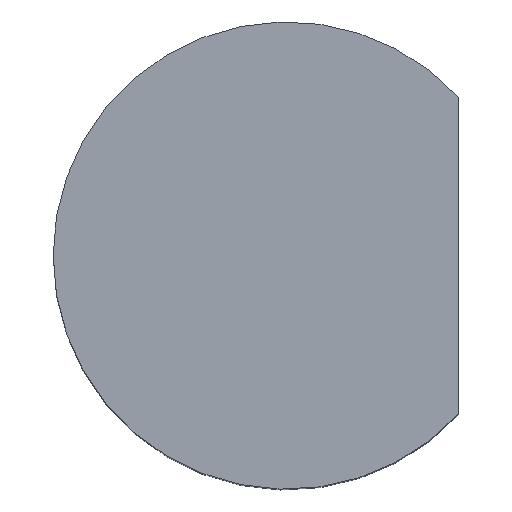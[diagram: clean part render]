
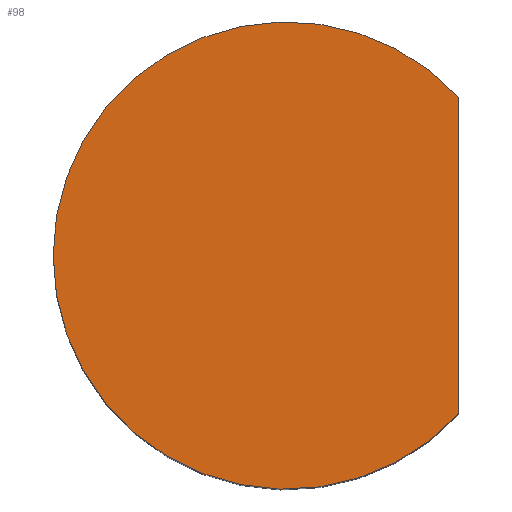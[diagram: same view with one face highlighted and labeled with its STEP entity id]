
A CAD part, top view. The second image highlights one B-rep face of the part: STEP entity #98.
In plain terms, the highlighted planar face has unit normal (0, 0, 1).
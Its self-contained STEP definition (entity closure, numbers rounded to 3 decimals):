
#6 = ORIENTED_EDGE ( 'NONE', *, *, #544, .T. ) ;
#31 = PLANE ( 'NONE',  #671 ) ;
#98 = ADVANCED_FACE ( 'NONE', ( #477 ), #31, .T. ) ;
#200 = CIRCLE ( 'NONE', #466, 2.512 ) ;
#347 = CARTESIAN_POINT ( 'NONE',  ( 1.85, -1.7, 8.2 ) ) ;
#466 = AXIS2_PLACEMENT_3D ( 'NONE', #1533, #1522, #2022 ) ;
#477 = FACE_OUTER_BOUND ( 'NONE', #1467, .T. ) ;
#488 = CARTESIAN_POINT ( 'NONE',  ( 0., 0., 8.2 ) ) ;
#544 = EDGE_CURVE ( 'NONE', #1918, #823, #1461, .T. ) ;
#671 = AXIS2_PLACEMENT_3D ( 'NONE', #488, #1853, #1424 ) ;
#823 = VERTEX_POINT ( 'NONE', #1324 ) ;
#974 = DIRECTION ( 'NONE',  ( 0., 1., 0. ) ) ;
#1223 = CARTESIAN_POINT ( 'NONE',  ( 1.85, -1.7, 8.2 ) ) ;
#1324 = CARTESIAN_POINT ( 'NONE',  ( 1.85, 1.7, 8.2 ) ) ;
#1360 = ORIENTED_EDGE ( 'NONE', *, *, #1878, .T. ) ;
#1424 = DIRECTION ( 'NONE',  ( 1., 0., 0. ) ) ;
#1461 = LINE ( 'NONE', #347, #1968 ) ;
#1467 = EDGE_LOOP ( 'NONE', ( #6, #1360 ) ) ;
#1522 = DIRECTION ( 'NONE',  ( 0., 0., 1. ) ) ;
#1533 = CARTESIAN_POINT ( 'NONE',  ( 0., 0., 8.2 ) ) ;
#1853 = DIRECTION ( 'NONE',  ( 0., 0., 1. ) ) ;
#1878 = EDGE_CURVE ( 'NONE', #823, #1918, #200, .T. ) ;
#1918 = VERTEX_POINT ( 'NONE', #1223 ) ;
#1968 = VECTOR ( 'NONE', #974, 1000. ) ;
#2022 = DIRECTION ( 'NONE',  ( 0.736, 0.677, 0. ) ) ;
